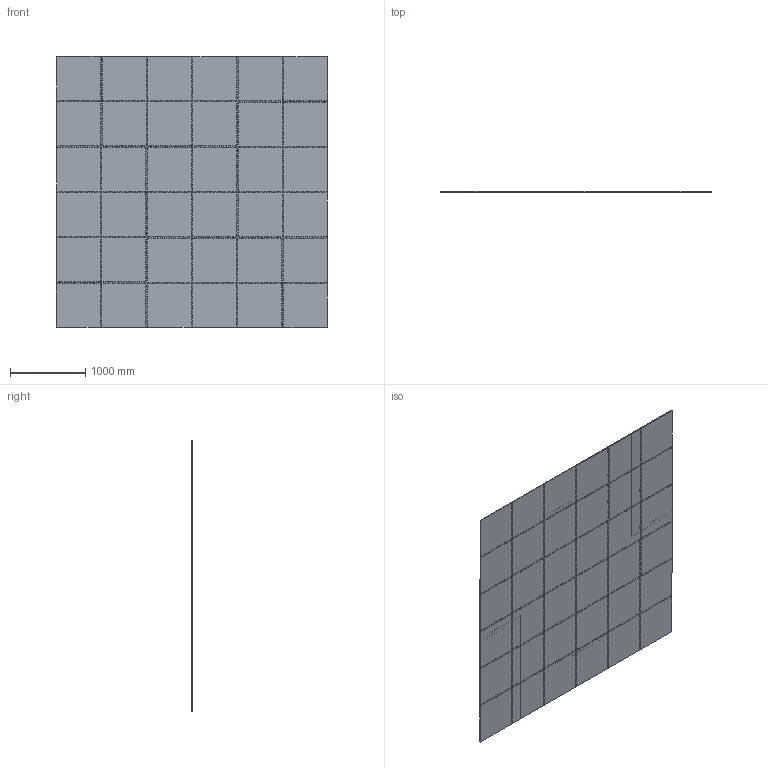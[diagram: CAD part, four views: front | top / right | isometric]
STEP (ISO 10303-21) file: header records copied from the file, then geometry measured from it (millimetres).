
FILE_DESCRIPTION(/* description */ (''),/* implementation_level */ '2;1');
FILE_NAME(/* name */ 'Tile Field.iam.stp',/* time_stamp */ '2014-12-18T16:50:35-08:00',/* author */ ('Autodesk Inc.'),/* organization */ ('Autodesk Inc.'),/* preprocessor_version */ 'ST-DEVELOPER v15.6',/* originating_system */ 'Autodesk Inventor 2015',/* authorisation */ '');
FILE_SCHEMA (('AUTOMOTIVE_DESIGN { 1 0 10303 214 3 1 1 }'));
Length unit declared in the file: inch
Products named in the file (8): Corner soft tile; Side soft tile; Standard soft tile; Floor goal tape; protected zone tape; protected zone tape-Red; Floor goal tape_Red; Tile Field
Assembly tree (40 placements, depth 2):
  Tile Field
    Corner soft tile  x4
    Side soft tile  x16
    Standard soft tile  x16
    Floor goal tape
    protected zone tape
    protected zone tape-Red
    Floor goal tape_Red
Bounding box: 3603.71 x 12.83 x 3603.65 mm (x, y, z)
Volume: 164395425.2 mm3; surface area: 28711604.9 mm2
Topology: 40 solids, 40 shells, 9576 faces, 28488 edges, 18992 vertices
Faces by surface type: plane 5016, cylinder 4560
Entity records: 25728 total; most frequent: DIRECTION 4503, CARTESIAN_POINT 4496, ORIENTED_EDGE 4434, EDGE_CURVE 2217, LINE 1533, VECTOR 1533, AXIS2_PLACEMENT_3D 1485, VERTEX_POINT 1478
